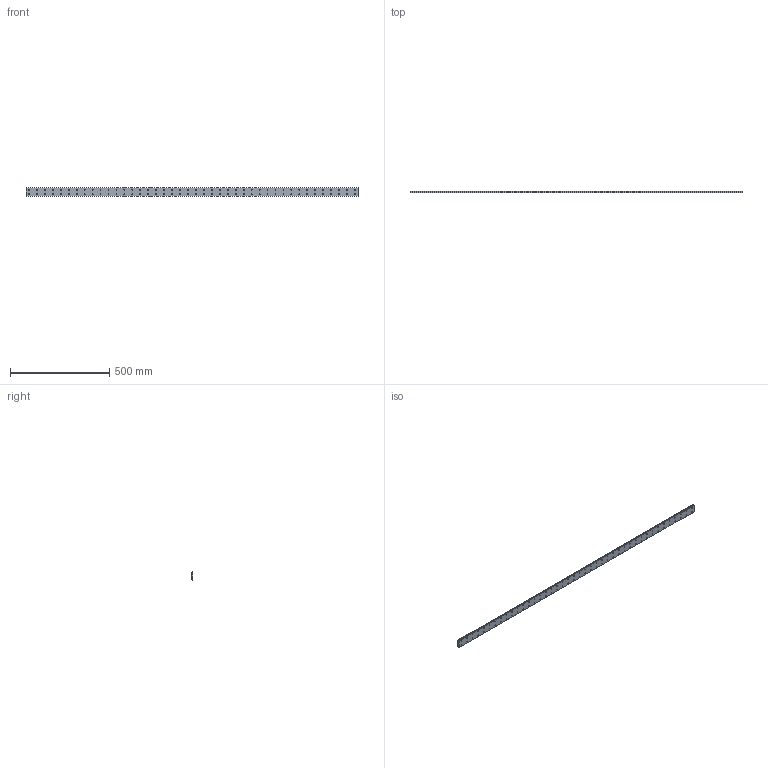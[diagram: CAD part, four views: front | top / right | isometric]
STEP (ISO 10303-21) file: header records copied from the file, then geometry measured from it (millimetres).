
FILE_DESCRIPTION (( 'STEP AP214' ), '1' );
FILE_NAME ('SRS15WSSS-1670LM_G15_0_0_0_0_0_1.STEP', '2021-08-10T08:59:19', ( '' ), ( '' ), 'SwSTEP 2.0', 'SolidWorks 2021', '' );
FILE_SCHEMA (( 'AUTOMOTIVE_DESIGN' ));
Length unit declared in the file: millimetre
Products named in the file (2): _SRS15WS167015 Track; SRS15WSSS-1670LM_G15_0_0_0_0_0_1
Assembly tree (1 placements, depth 2):
  SRS15WSSS-1670LM_G15_0_0_0_0_0_1
    _SRS15WS167015 Track
Bounding box: 1670 x 9.5 x 42 mm (x, y, z)
Volume: 614171.7 mm3; surface area: 184235.6 mm2
Topology: 1 solids, 1 shells, 443 faces, 1071 edges, 714 vertices
Faces by surface type: cylinder 343, plane 100
Entity records: 13733 total; most frequent: DIRECTION 2651, CARTESIAN_POINT 2232, ORIENTED_EDGE 2142, AXIS2_PLACEMENT_3D 1133, EDGE_CURVE 1071, VERTEX_POINT 714, EDGE_LOOP 695, CIRCLE 686
